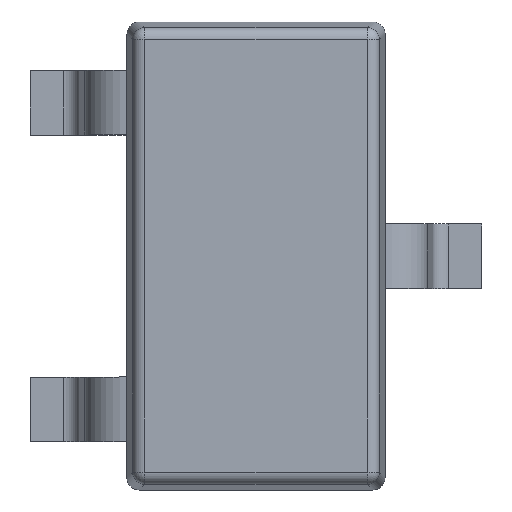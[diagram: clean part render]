
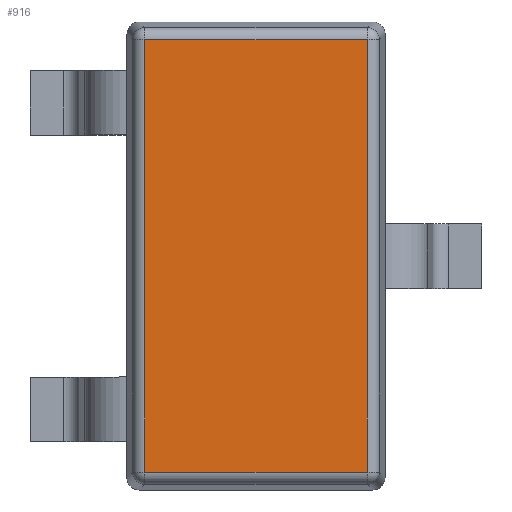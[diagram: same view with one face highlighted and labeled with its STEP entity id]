
A CAD part, top view. The second image highlights one B-rep face of the part: STEP entity #916.
In plain terms, the highlighted face is planar.
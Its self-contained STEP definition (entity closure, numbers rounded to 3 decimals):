
#28=DIRECTION('',(0.,0.,1.));
#29=VECTOR('',#28,1.379);
#30=CARTESIAN_POINT('',(-1.34,0.35,-0.69));
#31=LINE('',#30,#29);
#67=DIRECTION('',(1.,0.,0.));
#68=VECTOR('',#67,2.679);
#69=CARTESIAN_POINT('',(-1.34,0.35,0.69));
#70=LINE('',#69,#68);
#105=DIRECTION('',(0.,0.,-1.));
#106=VECTOR('',#105,1.379);
#107=CARTESIAN_POINT('',(1.34,0.35,0.69));
#108=LINE('',#107,#106);
#310=DIRECTION('',(-1.,0.,0.));
#311=VECTOR('',#310,2.679);
#312=CARTESIAN_POINT('',(1.34,0.35,-0.69));
#313=LINE('',#312,#311);
#789=CARTESIAN_POINT('',(1.34,0.35,0.69));
#790=CARTESIAN_POINT('',(1.34,0.35,-0.69));
#791=VERTEX_POINT('',#789);
#792=VERTEX_POINT('',#790);
#845=CARTESIAN_POINT('',(-1.34,0.35,0.69));
#846=VERTEX_POINT('',#845);
#849=CARTESIAN_POINT('',(-1.34,0.35,-0.69));
#850=VERTEX_POINT('',#849);
#901=CARTESIAN_POINT('',(0.,0.35,0.));
#902=DIRECTION('',(0.,1.,0.));
#903=DIRECTION('',(1.,0.,0.));
#904=AXIS2_PLACEMENT_3D('',#901,#902,#903);
#905=PLANE('',#904);
#907=ORIENTED_EDGE('',*,*,#906,.F.);
#909=ORIENTED_EDGE('',*,*,#908,.F.);
#911=ORIENTED_EDGE('',*,*,#910,.F.);
#913=ORIENTED_EDGE('',*,*,#912,.F.);
#914=EDGE_LOOP('',(#907,#909,#911,#913));
#915=FACE_OUTER_BOUND('',#914,.F.);
#906=EDGE_CURVE('',#850,#846,#31,.T.);
#908=EDGE_CURVE('',#792,#850,#313,.T.);
#910=EDGE_CURVE('',#791,#792,#108,.T.);
#912=EDGE_CURVE('',#846,#791,#70,.T.);
#916=ADVANCED_FACE('',(#915),#905,.T.);
